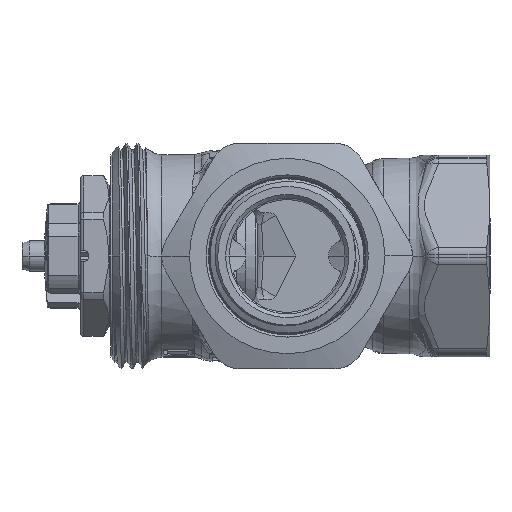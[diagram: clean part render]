
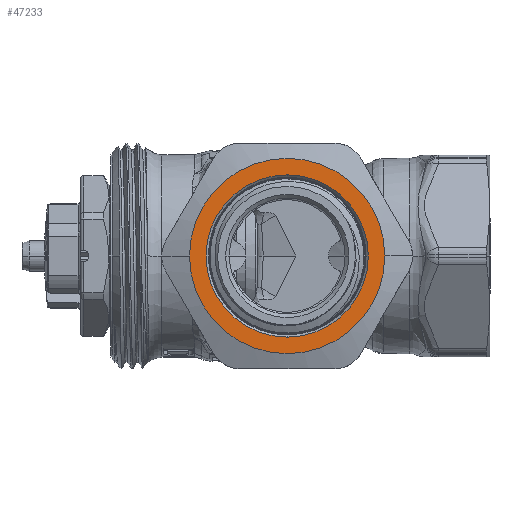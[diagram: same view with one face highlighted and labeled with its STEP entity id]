
A CAD part, left-side view. The second image highlights one B-rep face of the part: STEP entity #47233.
In plain terms, the highlighted planar face has unit normal (-1, 0, 0).
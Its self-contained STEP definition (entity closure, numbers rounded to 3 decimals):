
#14772=CARTESIAN_POINT('',(-35.7,0.,0.));
#14773=DIRECTION('',(-1.,0.,0.));
#14774=DIRECTION('',(0.,0.,-1.));
#14775=AXIS2_PLACEMENT_3D('',#14772,#14773,#14774);
#14790=CARTESIAN_POINT('',(-35.7,0.,0.));
#14791=DIRECTION('',(-1.,0.,0.));
#14792=DIRECTION('',(0.,1.,0.));
#14793=AXIS2_PLACEMENT_3D('',#14790,#14791,#14792);
#14795=CARTESIAN_POINT('',(-35.7,0.,0.));
#14796=DIRECTION('',(-1.,0.,0.));
#14797=DIRECTION('',(0.,-1.,0.));
#14798=AXIS2_PLACEMENT_3D('',#14795,#14796,#14797);
#15244=CARTESIAN_POINT('',(-35.7,0.,0.));
#15245=DIRECTION('',(-1.,0.,0.));
#15246=DIRECTION('',(0.,0.,1.));
#15247=AXIS2_PLACEMENT_3D('',#15244,#15245,#15246);
#29455=CARTESIAN_POINT('',(-35.7,0.,10.8));
#29456=CARTESIAN_POINT('',(-35.7,0.,-10.8));
#29457=VERTEX_POINT('',#29455);
#29458=VERTEX_POINT('',#29456);
#29463=CARTESIAN_POINT('',(-35.7,13.,0.));
#29464=CARTESIAN_POINT('',(-35.7,-13.,0.));
#29465=VERTEX_POINT('',#29463);
#29466=VERTEX_POINT('',#29464);
#47217=CARTESIAN_POINT('',(-35.7,0.,0.));
#47218=DIRECTION('',(1.,0.,0.));
#47219=DIRECTION('',(0.,-1.,0.));
#47220=AXIS2_PLACEMENT_3D('',#47217,#47218,#47219);
#47221=PLANE('',#47220);
#47223=ORIENTED_EDGE('',*,*,#47222,.F.);
#47225=ORIENTED_EDGE('',*,*,#47224,.F.);
#47226=EDGE_LOOP('',(#47223,#47225));
#47227=FACE_OUTER_BOUND('',#47226,.F.);
#47229=ORIENTED_EDGE('',*,*,#47228,.T.);
#47230=ORIENTED_EDGE('',*,*,#47207,.T.);
#47231=EDGE_LOOP('',(#47229,#47230));
#47232=FACE_BOUND('',#47231,.F.);
#47233=ADVANCED_FACE('',(#47227,#47232),#47221,.F.);
#14776=CIRCLE('',#14775,10.8);
#14794=CIRCLE('',#14793,13.);
#14799=CIRCLE('',#14798,13.);
#15248=CIRCLE('',#15247,10.8);
#47207=EDGE_CURVE('',#29458,#29457,#14776,.T.);
#47222=EDGE_CURVE('',#29465,#29466,#14794,.T.);
#47224=EDGE_CURVE('',#29466,#29465,#14799,.T.);
#47228=EDGE_CURVE('',#29457,#29458,#15248,.T.);
